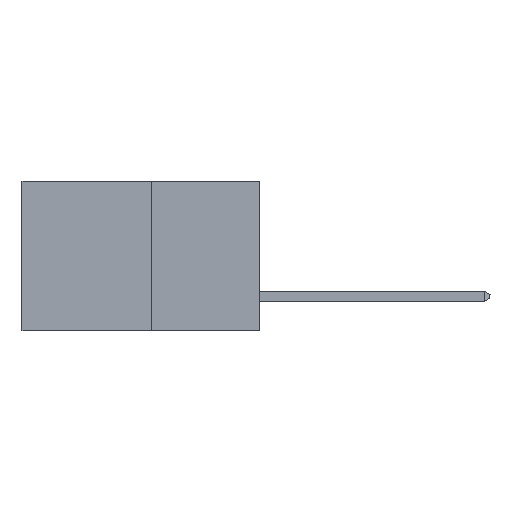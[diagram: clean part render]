
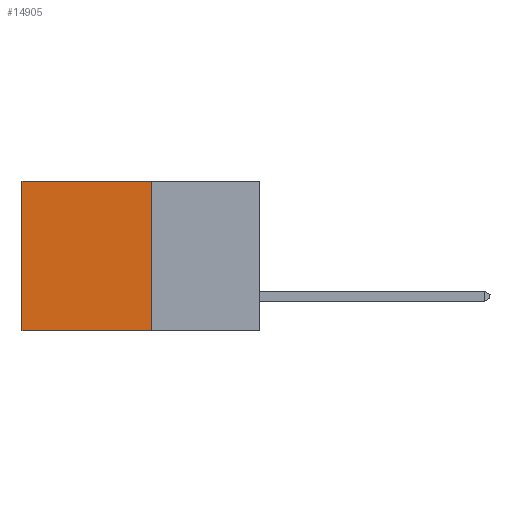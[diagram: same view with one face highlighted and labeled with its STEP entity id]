
A CAD part, left-side view. The second image highlights one B-rep face of the part: STEP entity #14905.
In plain terms, the highlighted planar face has unit normal (-1, 0, 0).
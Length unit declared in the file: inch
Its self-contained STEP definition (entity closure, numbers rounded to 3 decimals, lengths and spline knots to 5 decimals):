
#510 = CARTESIAN_POINT ( 'NONE',  ( 0.277, 0.59, 0. ) ) ;
#1038 = CARTESIAN_POINT ( 'NONE',  ( 0.277, 0.27, 0. ) ) ;
#1346 = LINE ( 'NONE', #11531, #14117 ) ;
#1780 = ORIENTED_EDGE ( 'NONE', *, *, #2708, .F. ) ;
#2708 = EDGE_CURVE ( 'NONE', #16225, #4184, #14531, .T. ) ;
#3620 = ORIENTED_EDGE ( 'NONE', *, *, #6478, .T. ) ;
#3906 = VECTOR ( 'NONE', #16340, 39.37008 ) ;
#4184 = VERTEX_POINT ( 'NONE', #12041 ) ;
#4794 = FACE_OUTER_BOUND ( 'NONE', #5397, .T. ) ;
#5397 = EDGE_LOOP ( 'NONE', ( #16559, #14026, #1780, #3620 ) ) ;
#6478 = EDGE_CURVE ( 'NONE', #16225, #20926, #1346, .T. ) ;
#6741 = AXIS2_PLACEMENT_3D ( 'NONE', #17261, #18925, #9111 ) ;
#6876 = CARTESIAN_POINT ( 'NONE',  ( 0.277, 0.59, -0.37 ) ) ;
#7499 = DIRECTION ( 'NONE',  ( 0., 0., -1. ) ) ;
#9111 = DIRECTION ( 'NONE',  ( 0., 0., -1. ) ) ;
#10208 = VECTOR ( 'NONE', #7499, 39.37008 ) ;
#11081 = VERTEX_POINT ( 'NONE', #12217 ) ;
#11464 = EDGE_CURVE ( 'NONE', #4184, #11081, #12780, .T. ) ;
#11531 = CARTESIAN_POINT ( 'NONE',  ( 0.277, 0.27, 0. ) ) ;
#11551 = DIRECTION ( 'NONE',  ( 0., 1., 0. ) ) ;
#12041 = CARTESIAN_POINT ( 'NONE',  ( 0.277, 0.27, -0.37 ) ) ;
#12217 = CARTESIAN_POINT ( 'NONE',  ( 0.277, 0.59, -0.37 ) ) ;
#12780 = LINE ( 'NONE', #14681, #3906 ) ;
#14026 = ORIENTED_EDGE ( 'NONE', *, *, #11464, .F. ) ;
#14117 = VECTOR ( 'NONE', #11551, 39.37008 ) ;
#14531 = LINE ( 'NONE', #15262, #10208 ) ;
#14681 = CARTESIAN_POINT ( 'NONE',  ( 0.277, 0.27, -0.37 ) ) ;
#14905 = ADVANCED_FACE ( 'NONE', ( #4794 ), #15636, .F. ) ;
#15262 = CARTESIAN_POINT ( 'NONE',  ( 0.277, 0.27, -0.37 ) ) ;
#15636 = PLANE ( 'NONE',  #6741 ) ;
#16225 = VERTEX_POINT ( 'NONE', #1038 ) ;
#16340 = DIRECTION ( 'NONE',  ( 0., 1., 0. ) ) ;
#16559 = ORIENTED_EDGE ( 'NONE', *, *, #19202, .T. ) ;
#16736 = DIRECTION ( 'NONE',  ( 0., 0., -1. ) ) ;
#17261 = CARTESIAN_POINT ( 'NONE',  ( 0.277, 0.27, -0.37 ) ) ;
#18925 = DIRECTION ( 'NONE',  ( 1., 0., 0. ) ) ;
#19202 = EDGE_CURVE ( 'NONE', #20926, #11081, #21324, .T. ) ;
#20838 = VECTOR ( 'NONE', #16736, 39.37008 ) ;
#20926 = VERTEX_POINT ( 'NONE', #510 ) ;
#21324 = LINE ( 'NONE', #6876, #20838 ) ;
